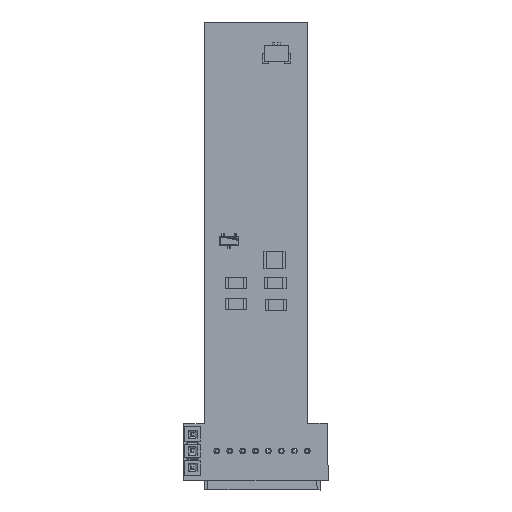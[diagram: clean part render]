
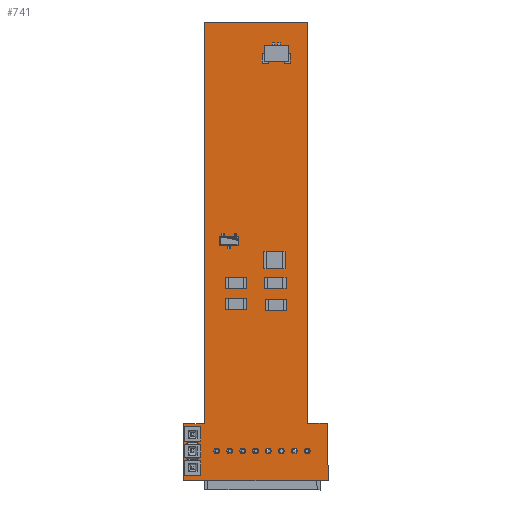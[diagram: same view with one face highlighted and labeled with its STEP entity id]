
A CAD part, top view. The second image highlights one B-rep face of the part: STEP entity #741.
In plain terms, the highlighted planar face has unit normal (0, 0, 1).
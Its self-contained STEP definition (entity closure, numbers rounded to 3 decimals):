
#88 = VERTEX_POINT('',#89);
#89 = CARTESIAN_POINT('',(22.638,7.62,0.411));
#95 = EDGE_CURVE('',#88,#96,#98,.T.);
#96 = VERTEX_POINT('',#97);
#97 = CARTESIAN_POINT('',(22.479,16.51,0.411));
#98 = LINE('',#99,#100);
#99 = CARTESIAN_POINT('',(22.638,7.62,0.411));
#100 = VECTOR('',#101,1.);
#101 = DIRECTION('',(-0.018,1.,0.));
#126 = EDGE_CURVE('',#96,#127,#129,.T.);
#127 = VERTEX_POINT('',#128);
#128 = CARTESIAN_POINT('',(19.431,16.51,0.411));
#129 = LINE('',#130,#131);
#130 = CARTESIAN_POINT('',(22.479,16.51,0.411));
#131 = VECTOR('',#132,1.);
#132 = DIRECTION('',(-1.,0.,0.));
#157 = EDGE_CURVE('',#127,#158,#160,.T.);
#158 = VERTEX_POINT('',#159);
#159 = CARTESIAN_POINT('',(19.431,78.613,0.411));
#160 = LINE('',#161,#162);
#161 = CARTESIAN_POINT('',(19.431,16.51,0.411));
#162 = VECTOR('',#163,1.);
#163 = DIRECTION('',(0.,1.,0.));
#188 = EDGE_CURVE('',#158,#189,#191,.T.);
#189 = VERTEX_POINT('',#190);
#190 = CARTESIAN_POINT('',(3.429,78.613,0.411));
#191 = LINE('',#192,#193);
#192 = CARTESIAN_POINT('',(19.431,78.613,0.411));
#193 = VECTOR('',#194,1.);
#194 = DIRECTION('',(-1.,0.,0.));
#219 = EDGE_CURVE('',#189,#220,#222,.T.);
#220 = VERTEX_POINT('',#221);
#221 = CARTESIAN_POINT('',(3.429,16.383,0.411));
#222 = LINE('',#223,#224);
#223 = CARTESIAN_POINT('',(3.429,78.613,0.411));
#224 = VECTOR('',#225,1.);
#225 = DIRECTION('',(0.,-1.,0.));
#250 = EDGE_CURVE('',#220,#251,#253,.T.);
#251 = VERTEX_POINT('',#252);
#252 = CARTESIAN_POINT('',(0.254,16.383,0.411));
#253 = LINE('',#254,#255);
#254 = CARTESIAN_POINT('',(3.429,16.383,0.411));
#255 = VECTOR('',#256,1.);
#256 = DIRECTION('',(-1.,0.,0.));
#281 = EDGE_CURVE('',#251,#282,#284,.T.);
#282 = VERTEX_POINT('',#283);
#283 = CARTESIAN_POINT('',(0.254,7.62,0.411));
#284 = LINE('',#285,#286);
#285 = CARTESIAN_POINT('',(0.254,16.383,0.411));
#286 = VECTOR('',#287,1.);
#287 = DIRECTION('',(0.,-1.,0.));
#312 = EDGE_CURVE('',#282,#88,#313,.T.);
#313 = LINE('',#314,#315);
#314 = CARTESIAN_POINT('',(0.254,7.62,0.411));
#315 = VECTOR('',#316,1.);
#316 = DIRECTION('',(1.,0.,0.));
#336 = VERTEX_POINT('',#337);
#337 = CARTESIAN_POINT('',(2.161,12.192,0.411));
#343 = EDGE_CURVE('',#336,#336,#344,.T.);
#344 = CIRCLE('',#345,0.51);
#345 = AXIS2_PLACEMENT_3D('',#346,#347,#348);
#346 = CARTESIAN_POINT('',(1.651,12.192,0.411));
#347 = DIRECTION('',(0.,0.,1.));
#348 = DIRECTION('',(1.,0.,-0.));
#369 = VERTEX_POINT('',#370);
#370 = CARTESIAN_POINT('',(2.161,9.652,0.411));
#376 = EDGE_CURVE('',#369,#369,#377,.T.);
#377 = CIRCLE('',#378,0.51);
#378 = AXIS2_PLACEMENT_3D('',#379,#380,#381);
#379 = CARTESIAN_POINT('',(1.651,9.652,0.411));
#380 = DIRECTION('',(0.,0.,1.));
#381 = DIRECTION('',(1.,0.,-0.));
#402 = VERTEX_POINT('',#403);
#403 = CARTESIAN_POINT('',(2.161,14.732,0.411));
#409 = EDGE_CURVE('',#402,#402,#410,.T.);
#410 = CIRCLE('',#411,0.51);
#411 = AXIS2_PLACEMENT_3D('',#412,#413,#414);
#412 = CARTESIAN_POINT('',(1.651,14.732,0.411));
#413 = DIRECTION('',(0.,0.,1.));
#414 = DIRECTION('',(1.,0.,-0.));
#435 = VERTEX_POINT('',#436);
#436 = CARTESIAN_POINT('',(7.816,12.192,0.411));
#442 = EDGE_CURVE('',#435,#435,#443,.T.);
#443 = CIRCLE('',#444,0.45);
#444 = AXIS2_PLACEMENT_3D('',#445,#446,#447);
#445 = CARTESIAN_POINT('',(7.366,12.192,0.411));
#446 = DIRECTION('',(0.,0.,1.));
#447 = DIRECTION('',(1.,0.,-0.));
#468 = VERTEX_POINT('',#469);
#469 = CARTESIAN_POINT('',(5.816,12.192,0.411));
#475 = EDGE_CURVE('',#468,#468,#476,.T.);
#476 = CIRCLE('',#477,0.45);
#477 = AXIS2_PLACEMENT_3D('',#478,#479,#480);
#478 = CARTESIAN_POINT('',(5.366,12.192,0.411));
#479 = DIRECTION('',(0.,0.,1.));
#480 = DIRECTION('',(1.,0.,-0.));
#501 = VERTEX_POINT('',#502);
#502 = CARTESIAN_POINT('',(15.816,12.192,0.411));
#508 = EDGE_CURVE('',#501,#501,#509,.T.);
#509 = CIRCLE('',#510,0.45);
#510 = AXIS2_PLACEMENT_3D('',#511,#512,#513);
#511 = CARTESIAN_POINT('',(15.366,12.192,0.411));
#512 = DIRECTION('',(0.,0.,1.));
#513 = DIRECTION('',(1.,0.,-0.));
#534 = VERTEX_POINT('',#535);
#535 = CARTESIAN_POINT('',(19.816,12.192,0.411));
#541 = EDGE_CURVE('',#534,#534,#542,.T.);
#542 = CIRCLE('',#543,0.45);
#543 = AXIS2_PLACEMENT_3D('',#544,#545,#546);
#544 = CARTESIAN_POINT('',(19.366,12.192,0.411));
#545 = DIRECTION('',(0.,0.,1.));
#546 = DIRECTION('',(1.,0.,-0.));
#567 = VERTEX_POINT('',#568);
#568 = CARTESIAN_POINT('',(17.816,12.192,0.411));
#574 = EDGE_CURVE('',#567,#567,#575,.T.);
#575 = CIRCLE('',#576,0.45);
#576 = AXIS2_PLACEMENT_3D('',#577,#578,#579);
#577 = CARTESIAN_POINT('',(17.366,12.192,0.411));
#578 = DIRECTION('',(0.,0.,1.));
#579 = DIRECTION('',(1.,0.,-0.));
#600 = VERTEX_POINT('',#601);
#601 = CARTESIAN_POINT('',(9.816,12.192,0.411));
#607 = EDGE_CURVE('',#600,#600,#608,.T.);
#608 = CIRCLE('',#609,0.45);
#609 = AXIS2_PLACEMENT_3D('',#610,#611,#612);
#610 = CARTESIAN_POINT('',(9.366,12.192,0.411));
#611 = DIRECTION('',(0.,0.,1.));
#612 = DIRECTION('',(1.,0.,-0.));
#633 = VERTEX_POINT('',#634);
#634 = CARTESIAN_POINT('',(13.816,12.192,0.411));
#640 = EDGE_CURVE('',#633,#633,#641,.T.);
#641 = CIRCLE('',#642,0.45);
#642 = AXIS2_PLACEMENT_3D('',#643,#644,#645);
#643 = CARTESIAN_POINT('',(13.366,12.192,0.411));
#644 = DIRECTION('',(0.,0.,1.));
#645 = DIRECTION('',(1.,0.,-0.));
#666 = VERTEX_POINT('',#667);
#667 = CARTESIAN_POINT('',(11.816,12.192,0.411));
#673 = EDGE_CURVE('',#666,#666,#674,.T.);
#674 = CIRCLE('',#675,0.45);
#675 = AXIS2_PLACEMENT_3D('',#676,#677,#678);
#676 = CARTESIAN_POINT('',(11.366,12.192,0.411));
#677 = DIRECTION('',(0.,0.,1.));
#678 = DIRECTION('',(1.,0.,-0.));
#741 = ADVANCED_FACE('',(#742,#752,#755,#758,#761,#764,#767,#770,#773,
    #776,#779,#782),#785,.T.);
#742 = FACE_BOUND('',#743,.T.);
#743 = EDGE_LOOP('',(#744,#745,#746,#747,#748,#749,#750,#751));
#744 = ORIENTED_EDGE('',*,*,#95,.T.);
#745 = ORIENTED_EDGE('',*,*,#126,.T.);
#746 = ORIENTED_EDGE('',*,*,#157,.T.);
#747 = ORIENTED_EDGE('',*,*,#188,.T.);
#748 = ORIENTED_EDGE('',*,*,#219,.T.);
#749 = ORIENTED_EDGE('',*,*,#250,.T.);
#750 = ORIENTED_EDGE('',*,*,#281,.T.);
#751 = ORIENTED_EDGE('',*,*,#312,.T.);
#752 = FACE_BOUND('',#753,.T.);
#753 = EDGE_LOOP('',(#754));
#754 = ORIENTED_EDGE('',*,*,#343,.F.);
#755 = FACE_BOUND('',#756,.T.);
#756 = EDGE_LOOP('',(#757));
#757 = ORIENTED_EDGE('',*,*,#376,.F.);
#758 = FACE_BOUND('',#759,.T.);
#759 = EDGE_LOOP('',(#760));
#760 = ORIENTED_EDGE('',*,*,#409,.F.);
#761 = FACE_BOUND('',#762,.T.);
#762 = EDGE_LOOP('',(#763));
#763 = ORIENTED_EDGE('',*,*,#442,.F.);
#764 = FACE_BOUND('',#765,.T.);
#765 = EDGE_LOOP('',(#766));
#766 = ORIENTED_EDGE('',*,*,#475,.F.);
#767 = FACE_BOUND('',#768,.T.);
#768 = EDGE_LOOP('',(#769));
#769 = ORIENTED_EDGE('',*,*,#508,.F.);
#770 = FACE_BOUND('',#771,.T.);
#771 = EDGE_LOOP('',(#772));
#772 = ORIENTED_EDGE('',*,*,#541,.F.);
#773 = FACE_BOUND('',#774,.T.);
#774 = EDGE_LOOP('',(#775));
#775 = ORIENTED_EDGE('',*,*,#574,.F.);
#776 = FACE_BOUND('',#777,.T.);
#777 = EDGE_LOOP('',(#778));
#778 = ORIENTED_EDGE('',*,*,#607,.F.);
#779 = FACE_BOUND('',#780,.T.);
#780 = EDGE_LOOP('',(#781));
#781 = ORIENTED_EDGE('',*,*,#640,.F.);
#782 = FACE_BOUND('',#783,.T.);
#783 = EDGE_LOOP('',(#784));
#784 = ORIENTED_EDGE('',*,*,#673,.F.);
#785 = PLANE('',#786);
#786 = AXIS2_PLACEMENT_3D('',#787,#788,#789);
#787 = CARTESIAN_POINT('',(11.424,41.013,0.411));
#788 = DIRECTION('',(0.,0.,1.));
#789 = DIRECTION('',(1.,0.,-0.));
